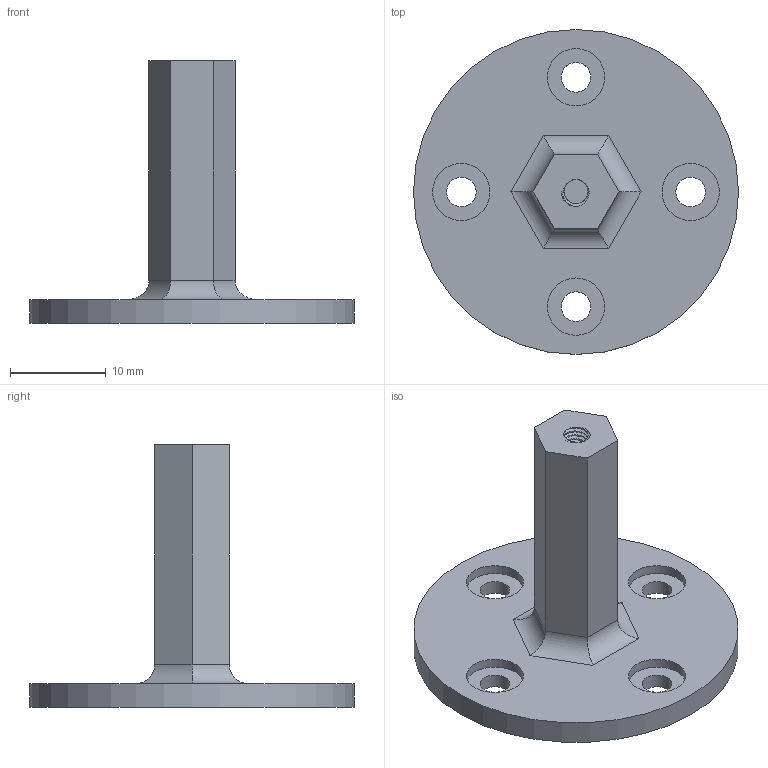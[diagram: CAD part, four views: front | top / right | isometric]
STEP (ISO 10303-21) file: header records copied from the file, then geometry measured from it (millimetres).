
FILE_DESCRIPTION(/* description */ (''),/* implementation_level */ '2;1');
FILE_NAME(/* name */ '',/* time_stamp */ '2023-01-04T14:43:05+08:00',/* author */ (''),/* organization */ (''),/* preprocessor_version */ 'ST-DEVELOPER v19.2',/* originating_system */ 'Autodesk Translation Framework v11.17.0.187',/* authorisation */ '');
FILE_SCHEMA (('AUTOMOTIVE_DESIGN { 1 0 10303 214 3 1 1 }'));
Length unit declared in the file: millimetre
Products named in the file (1): Fusion 零部件
Bounding box: 34 x 34 x 27.5 mm (x, y, z)
Volume: 3424.5 mm3; surface area: 2882.3 mm2
Topology: 1 solids, 1 shells, 53 faces, 129 edges, 84 vertices
Faces by surface type: cylinder 37, plane 14, bspline 2
Full cylindrical faces by diameter (mm): 2.529 x5, 3.086 x2, 3.1 x4, 6 x4, 34 x1
Entity records: 2976 total; most frequent: CARTESIAN_POINT 1746, ORIENTED_EDGE 258, DIRECTION 213, EDGE_CURVE 129, VERTEX_POINT 84, AXIS2_PLACEMENT_3D 80, EDGE_LOOP 67, FACE_OUTER_BOUND 53
